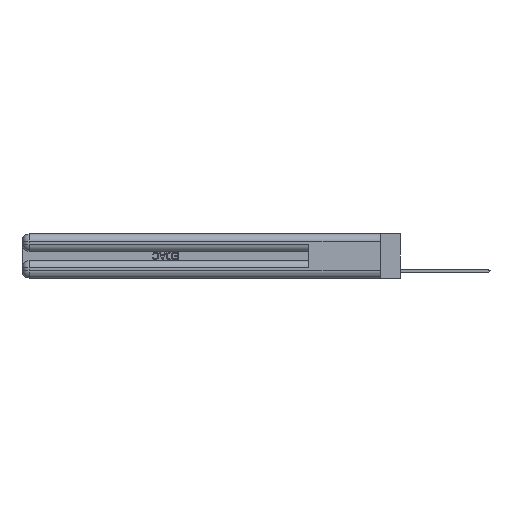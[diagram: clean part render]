
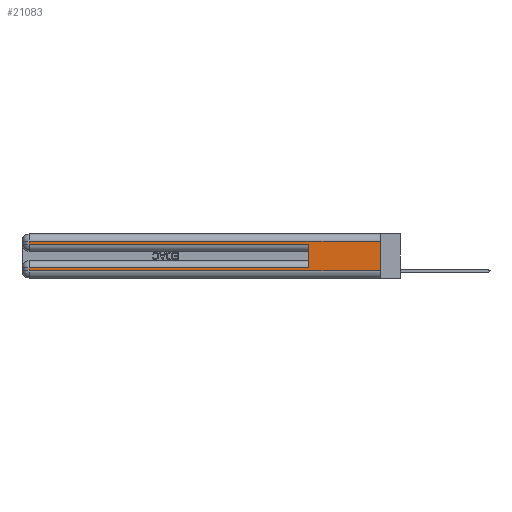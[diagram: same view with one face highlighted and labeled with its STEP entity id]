
A CAD part, left-side view. The second image highlights one B-rep face of the part: STEP entity #21083.
In plain terms, the highlighted planar face has unit normal (-1, 0, 0).
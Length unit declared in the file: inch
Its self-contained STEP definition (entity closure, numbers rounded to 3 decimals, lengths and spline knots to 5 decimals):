
#570 = VERTEX_POINT ( 'NONE', #24415 ) ;
#3967 = DIRECTION ( 'NONE',  ( 0., 0., -1. ) ) ;
#4309 = VERTEX_POINT ( 'NONE', #34040 ) ;
#4366 = CARTESIAN_POINT ( 'NONE',  ( 0., 0.6, 0.085 ) ) ;
#4671 = VECTOR ( 'NONE', #8567, 39.37008 ) ;
#5170 = VECTOR ( 'NONE', #16207, 39.37008 ) ;
#5298 = CARTESIAN_POINT ( 'NONE',  ( 0., 0.6, 0.145 ) ) ;
#5710 = CARTESIAN_POINT ( 'NONE',  ( 0., 2.94, 0.06 ) ) ;
#5866 = AXIS2_PLACEMENT_3D ( 'NONE', #31970, #18447, #6068 ) ;
#6068 = DIRECTION ( 'NONE',  ( 0., 0., -1. ) ) ;
#6666 = LINE ( 'NONE', #23351, #13080 ) ;
#6862 = LINE ( 'NONE', #34103, #31938 ) ;
#7101 = CARTESIAN_POINT ( 'NONE',  ( 0., 0., 0.37 ) ) ;
#7396 = VERTEX_POINT ( 'NONE', #5710 ) ;
#7447 = DIRECTION ( 'NONE',  ( 0., 0., -1. ) ) ;
#8567 = DIRECTION ( 'NONE',  ( 0., 0., -1. ) ) ;
#8847 = CARTESIAN_POINT ( 'NONE',  ( 0., 0., 0.085 ) ) ;
#8958 = VECTOR ( 'NONE', #32417, 39.37008 ) ;
#11112 = ORIENTED_EDGE ( 'NONE', *, *, #18486, .F. ) ;
#11203 = LINE ( 'NONE', #21946, #4671 ) ;
#11792 = CARTESIAN_POINT ( 'NONE',  ( 0., 0., 0.285 ) ) ;
#12466 = EDGE_CURVE ( 'NONE', #7396, #13812, #6862, .T. ) ;
#12482 = VECTOR ( 'NONE', #22356, 39.37008 ) ;
#13080 = VECTOR ( 'NONE', #25648, 39.37008 ) ;
#13812 = VERTEX_POINT ( 'NONE', #26382 ) ;
#13994 = CARTESIAN_POINT ( 'NONE',  ( 0., 2.94, 0.085 ) ) ;
#15231 = CARTESIAN_POINT ( 'NONE',  ( 0., 2.94, 0.285 ) ) ;
#16207 = DIRECTION ( 'NONE',  ( 0., 0., 1. ) ) ;
#18447 = DIRECTION ( 'NONE',  ( 1., 0., 0. ) ) ;
#18486 = EDGE_CURVE ( 'NONE', #31408, #4309, #29391, .T. ) ;
#18489 = EDGE_CURVE ( 'NONE', #31833, #4309, #32202, .T. ) ;
#19515 = EDGE_CURVE ( 'NONE', #21239, #31833, #11203, .T. ) ;
#20134 = CARTESIAN_POINT ( 'NONE',  ( 0., 2.94, 0.31 ) ) ;
#20450 = ORIENTED_EDGE ( 'NONE', *, *, #25324, .T. ) ;
#21083 = ADVANCED_FACE ( 'NONE', ( #27530 ), #32318, .F. ) ;
#21170 = LINE ( 'NONE', #23981, #22452 ) ;
#21239 = VERTEX_POINT ( 'NONE', #20134 ) ;
#21403 = ORIENTED_EDGE ( 'NONE', *, *, #25151, .T. ) ;
#21898 = ORIENTED_EDGE ( 'NONE', *, *, #23871, .F. ) ;
#21946 = CARTESIAN_POINT ( 'NONE',  ( 0., 2.94, 0.37 ) ) ;
#22356 = DIRECTION ( 'NONE',  ( 0., -1., 0. ) ) ;
#22452 = VECTOR ( 'NONE', #7447, 39.37008 ) ;
#22886 = VERTEX_POINT ( 'NONE', #13994 ) ;
#23223 = DIRECTION ( 'NONE',  ( 0., -1., 0. ) ) ;
#23351 = CARTESIAN_POINT ( 'NONE',  ( 0., 0., 0.31 ) ) ;
#23871 = EDGE_CURVE ( 'NONE', #570, #13812, #31187, .T. ) ;
#23981 = CARTESIAN_POINT ( 'NONE',  ( 0., 2.94, 0.37 ) ) ;
#24415 = CARTESIAN_POINT ( 'NONE',  ( 0., 0., 0.31 ) ) ;
#24558 = ORIENTED_EDGE ( 'NONE', *, *, #12466, .T. ) ;
#25151 = EDGE_CURVE ( 'NONE', #22886, #7396, #21170, .T. ) ;
#25324 = EDGE_CURVE ( 'NONE', #31408, #22886, #29607, .T. ) ;
#25648 = DIRECTION ( 'NONE',  ( 0., 1., 0. ) ) ;
#26382 = CARTESIAN_POINT ( 'NONE',  ( 0., 0., 0.06 ) ) ;
#27514 = ORIENTED_EDGE ( 'NONE', *, *, #18489, .T. ) ;
#27530 = FACE_OUTER_BOUND ( 'NONE', #28620, .T. ) ;
#28620 = EDGE_LOOP ( 'NONE', ( #21898, #29051, #32945, #27514, #11112, #20450, #21403, #24558 ) ) ;
#29051 = ORIENTED_EDGE ( 'NONE', *, *, #29060, .T. ) ;
#29060 = EDGE_CURVE ( 'NONE', #570, #21239, #6666, .T. ) ;
#29391 = LINE ( 'NONE', #5298, #5170 ) ;
#29607 = LINE ( 'NONE', #8847, #8958 ) ;
#31187 = LINE ( 'NONE', #7101, #31907 ) ;
#31408 = VERTEX_POINT ( 'NONE', #4366 ) ;
#31833 = VERTEX_POINT ( 'NONE', #15231 ) ;
#31907 = VECTOR ( 'NONE', #3967, 39.37008 ) ;
#31938 = VECTOR ( 'NONE', #23223, 39.37008 ) ;
#31970 = CARTESIAN_POINT ( 'NONE',  ( 0., 0., 0.37 ) ) ;
#32202 = LINE ( 'NONE', #11792, #12482 ) ;
#32318 = PLANE ( 'NONE',  #5866 ) ;
#32417 = DIRECTION ( 'NONE',  ( 0., 1., 0. ) ) ;
#32945 = ORIENTED_EDGE ( 'NONE', *, *, #19515, .T. ) ;
#34040 = CARTESIAN_POINT ( 'NONE',  ( 0., 0.6, 0.285 ) ) ;
#34103 = CARTESIAN_POINT ( 'NONE',  ( 0., 0., 0.06 ) ) ;
